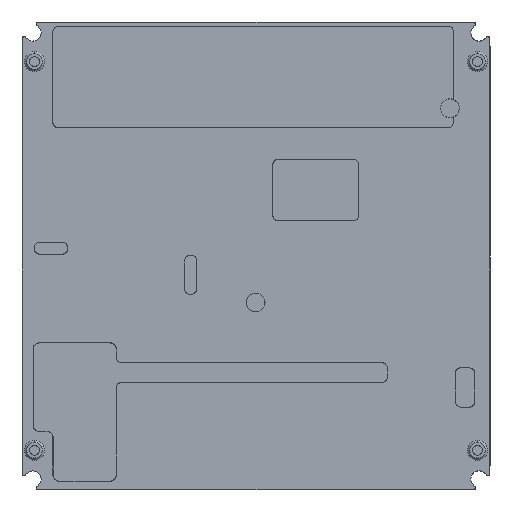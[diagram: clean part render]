
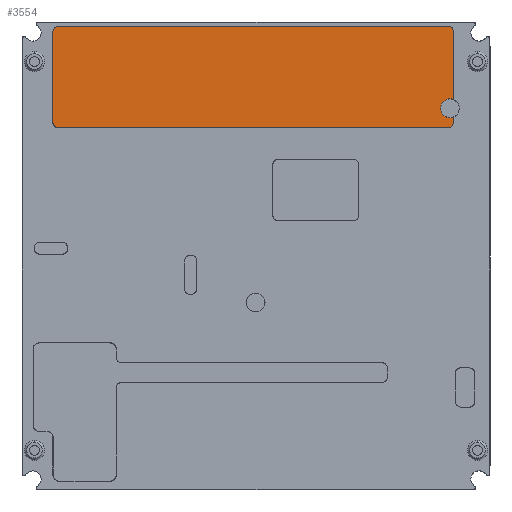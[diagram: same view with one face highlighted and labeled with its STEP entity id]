
A CAD part, top view. The second image highlights one B-rep face of the part: STEP entity #3554.
In plain terms, the highlighted planar face has unit normal (0, 0, 1).
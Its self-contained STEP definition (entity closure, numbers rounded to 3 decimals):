
#1070 = VERTEX_POINT('',#1071);
#1071 = CARTESIAN_POINT('',(99.908,32.12,3.651));
#1077 = EDGE_CURVE('',#1078,#1070,#1080,.T.);
#1078 = VERTEX_POINT('',#1079);
#1079 = CARTESIAN_POINT('',(100.836,31.934,3.651));
#1080 = CIRCLE('',#1081,2.41);
#1081 = AXIS2_PLACEMENT_3D('',#1082,#1083,#1084);
#1082 = CARTESIAN_POINT('',(99.908,29.71,3.651));
#1083 = DIRECTION('',(-0.,0.,1.));
#1084 = DIRECTION('',(0.,-1.,0.));
#1105 = VERTEX_POINT('',#1106);
#1106 = CARTESIAN_POINT('',(100.836,27.485,3.651));
#1113 = EDGE_CURVE('',#1114,#1105,#1116,.T.);
#1114 = VERTEX_POINT('',#1115);
#1115 = CARTESIAN_POINT('',(99.908,27.3,3.651));
#1116 = CIRCLE('',#1117,2.41);
#1117 = AXIS2_PLACEMENT_3D('',#1118,#1119,#1120);
#1118 = CARTESIAN_POINT('',(99.908,29.71,3.651));
#1119 = DIRECTION('',(-0.,0.,1.));
#1120 = DIRECTION('',(0.,-1.,0.));
#1265 = EDGE_CURVE('',#1070,#1114,#1266,.T.);
#1266 = CIRCLE('',#1267,2.41);
#1267 = AXIS2_PLACEMENT_3D('',#1268,#1269,#1270);
#1268 = CARTESIAN_POINT('',(99.908,29.71,3.651));
#1269 = DIRECTION('',(-0.,0.,1.));
#1270 = DIRECTION('',(0.,-1.,0.));
#1362 = EDGE_CURVE('',#1363,#1105,#1365,.T.);
#1363 = VERTEX_POINT('',#1364);
#1364 = CARTESIAN_POINT('',(100.836,26.157,3.651));
#1365 = LINE('',#1366,#1367);
#1366 = CARTESIAN_POINT('',(100.836,0.,3.651));
#1367 = VECTOR('',#1368,1.);
#1368 = DIRECTION('',(0.,1.,0.));
#3441 = EDGE_CURVE('',#3442,#3444,#3446,.T.);
#3442 = VERTEX_POINT('',#3443);
#3443 = CARTESIAN_POINT('',(-2.265,49.298,3.651));
#3444 = VERTEX_POINT('',#3445);
#3445 = CARTESIAN_POINT('',(-2.265,26.157,3.651));
#3446 = LINE('',#3447,#3448);
#3447 = CARTESIAN_POINT('',(-2.265,0.,3.651));
#3448 = VECTOR('',#3449,1.);
#3449 = DIRECTION('',(0.,-1.,0.));
#3472 = EDGE_CURVE('',#3473,#3475,#3477,.T.);
#3473 = VERTEX_POINT('',#3474);
#3474 = CARTESIAN_POINT('',(99.312,50.822,3.651));
#3475 = VERTEX_POINT('',#3476);
#3476 = CARTESIAN_POINT('',(-0.741,50.822,3.651));
#3477 = LINE('',#3478,#3479);
#3478 = CARTESIAN_POINT('',(0.,50.822,3.651));
#3479 = VECTOR('',#3480,1.);
#3480 = DIRECTION('',(-1.,0.,0.));
#3503 = EDGE_CURVE('',#1078,#3504,#3506,.T.);
#3504 = VERTEX_POINT('',#3505);
#3505 = CARTESIAN_POINT('',(100.836,49.298,3.651));
#3506 = LINE('',#3507,#3508);
#3507 = CARTESIAN_POINT('',(100.836,0.,3.651));
#3508 = VECTOR('',#3509,1.);
#3509 = DIRECTION('',(0.,1.,0.));
#3527 = EDGE_CURVE('',#3528,#3530,#3532,.T.);
#3528 = VERTEX_POINT('',#3529);
#3529 = CARTESIAN_POINT('',(-0.741,24.634,3.651));
#3530 = VERTEX_POINT('',#3531);
#3531 = CARTESIAN_POINT('',(99.312,24.634,3.651));
#3532 = LINE('',#3533,#3534);
#3533 = CARTESIAN_POINT('',(0.,24.634,3.651));
#3534 = VECTOR('',#3535,1.);
#3535 = DIRECTION('',(1.,0.,0.));
#3554 = ADVANCED_FACE('',(#3555),#3593,.T.);
#3555 = FACE_BOUND('',#3556,.T.);
#3556 = EDGE_LOOP('',(#3557,#3558,#3559,#3566,#3567,#3574,#3575,#3582,
    #3583,#3590,#3591,#3592));
#3557 = ORIENTED_EDGE('',*,*,#1077,.F.);
#3558 = ORIENTED_EDGE('',*,*,#3503,.T.);
#3559 = ORIENTED_EDGE('',*,*,#3560,.T.);
#3560 = EDGE_CURVE('',#3504,#3473,#3561,.T.);
#3561 = ( BOUNDED_CURVE() B_SPLINE_CURVE(3,(#3562,#3563,#3564,#3565),
.UNSPECIFIED.,.F.,.F.) B_SPLINE_CURVE_WITH_KNOTS((4,4),(2.356,
3.927),.PIECEWISE_BEZIER_KNOTS.) CURVE() 
GEOMETRIC_REPRESENTATION_ITEM() RATIONAL_B_SPLINE_CURVE((1.,
0.805,0.805,1.)) REPRESENTATION_ITEM('') );
#3562 = CARTESIAN_POINT('',(100.836,49.298,3.651));
#3563 = CARTESIAN_POINT('',(100.836,50.191,3.651));
#3564 = CARTESIAN_POINT('',(100.205,50.822,3.651));
#3565 = CARTESIAN_POINT('',(99.312,50.822,3.651));
#3566 = ORIENTED_EDGE('',*,*,#3472,.T.);
#3567 = ORIENTED_EDGE('',*,*,#3568,.T.);
#3568 = EDGE_CURVE('',#3475,#3442,#3569,.T.);
#3569 = ( BOUNDED_CURVE() B_SPLINE_CURVE(3,(#3570,#3571,#3572,#3573),
.UNSPECIFIED.,.F.,.F.) B_SPLINE_CURVE_WITH_KNOTS((4,4),(2.356,
3.927),.PIECEWISE_BEZIER_KNOTS.) CURVE() 
GEOMETRIC_REPRESENTATION_ITEM() RATIONAL_B_SPLINE_CURVE((1.,
0.805,0.805,1.)) REPRESENTATION_ITEM('') );
#3570 = CARTESIAN_POINT('',(-0.741,50.822,3.651));
#3571 = CARTESIAN_POINT('',(-1.634,50.822,3.651));
#3572 = CARTESIAN_POINT('',(-2.265,50.191,3.651));
#3573 = CARTESIAN_POINT('',(-2.265,49.298,3.651));
#3574 = ORIENTED_EDGE('',*,*,#3441,.T.);
#3575 = ORIENTED_EDGE('',*,*,#3576,.T.);
#3576 = EDGE_CURVE('',#3444,#3528,#3577,.T.);
#3577 = ( BOUNDED_CURVE() B_SPLINE_CURVE(3,(#3578,#3579,#3580,#3581),
.UNSPECIFIED.,.F.,.F.) B_SPLINE_CURVE_WITH_KNOTS((4,4),(2.356,
3.927),.PIECEWISE_BEZIER_KNOTS.) CURVE() 
GEOMETRIC_REPRESENTATION_ITEM() RATIONAL_B_SPLINE_CURVE((1.,
0.805,0.805,1.)) REPRESENTATION_ITEM('') );
#3578 = CARTESIAN_POINT('',(-2.265,26.157,3.651));
#3579 = CARTESIAN_POINT('',(-2.265,25.265,3.651));
#3580 = CARTESIAN_POINT('',(-1.634,24.634,3.651));
#3581 = CARTESIAN_POINT('',(-0.741,24.634,3.651));
#3582 = ORIENTED_EDGE('',*,*,#3527,.T.);
#3583 = ORIENTED_EDGE('',*,*,#3584,.T.);
#3584 = EDGE_CURVE('',#3530,#1363,#3585,.T.);
#3585 = ( BOUNDED_CURVE() B_SPLINE_CURVE(3,(#3586,#3587,#3588,#3589),
.UNSPECIFIED.,.F.,.F.) B_SPLINE_CURVE_WITH_KNOTS((4,4),(2.356,
3.927),.PIECEWISE_BEZIER_KNOTS.) CURVE() 
GEOMETRIC_REPRESENTATION_ITEM() RATIONAL_B_SPLINE_CURVE((1.,
0.805,0.805,1.)) REPRESENTATION_ITEM('') );
#3586 = CARTESIAN_POINT('',(99.312,24.634,3.651));
#3587 = CARTESIAN_POINT('',(100.205,24.634,3.651));
#3588 = CARTESIAN_POINT('',(100.836,25.265,3.651));
#3589 = CARTESIAN_POINT('',(100.836,26.157,3.651));
#3590 = ORIENTED_EDGE('',*,*,#1362,.T.);
#3591 = ORIENTED_EDGE('',*,*,#1113,.F.);
#3592 = ORIENTED_EDGE('',*,*,#1265,.F.);
#3593 = PLANE('',#3594);
#3594 = AXIS2_PLACEMENT_3D('',#3595,#3596,#3597);
#3595 = CARTESIAN_POINT('',(0.,0.,3.651));
#3596 = DIRECTION('',(0.,0.,1.));
#3597 = DIRECTION('',(0.,-1.,0.));
